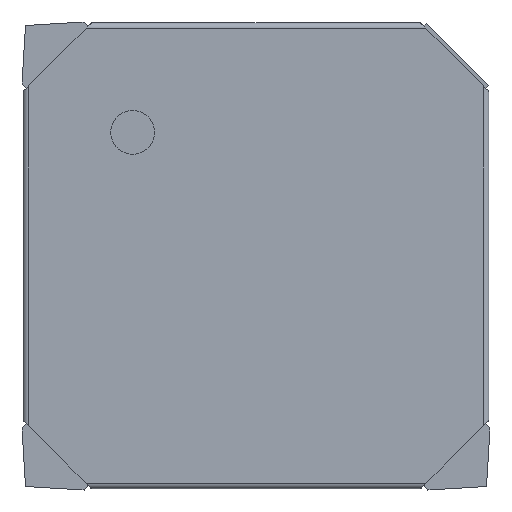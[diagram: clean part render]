
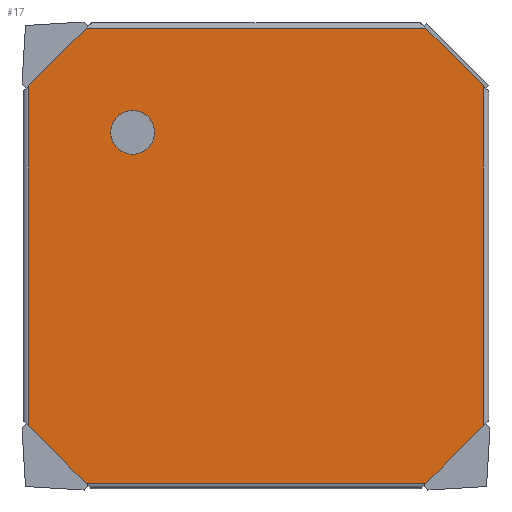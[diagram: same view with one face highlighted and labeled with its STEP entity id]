
A CAD part, top view. The second image highlights one B-rep face of the part: STEP entity #17.
In plain terms, the highlighted planar face has unit normal (0, 0, 1).
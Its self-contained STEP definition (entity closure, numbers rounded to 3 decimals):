
#13=DIRECTION('',(0.,0.,1.));
#17=ADVANCED_FACE('',(#18,#84),#94,.T.);
#18=FACE_BOUND('',#19,.T.);
#19=EDGE_LOOP('',(#20,#30,#38,#46,#54,#62,#70,#78));
#20=ORIENTED_EDGE('',*,*,#21,.T.);
#21=EDGE_CURVE('',#22,#24,#26,.T.);
#22=VERTEX_POINT('',#23);
#23=CARTESIAN_POINT('',(4.15,3.1,3.03));
#24=VERTEX_POINT('',#25);
#25=CARTESIAN_POINT('',(3.1,4.15,3.03));
#26=LINE('',#27,#28);
#27=CARTESIAN_POINT('',(4.25,3.,3.03));
#28=VECTOR('',#29,1.);
#29=DIRECTION('',(-0.707,0.707,0.));
#30=ORIENTED_EDGE('',*,*,#31,.T.);
#31=EDGE_CURVE('',#24,#32,#34,.T.);
#32=VERTEX_POINT('',#33);
#33=CARTESIAN_POINT('',(-3.1,4.15,3.03));
#34=LINE('',#35,#36);
#35=CARTESIAN_POINT('',(3.,4.15,3.03));
#36=VECTOR('',#37,1.);
#37=DIRECTION('',(-1.,0.,0.));
#38=ORIENTED_EDGE('',*,*,#39,.T.);
#39=EDGE_CURVE('',#32,#40,#42,.T.);
#40=VERTEX_POINT('',#41);
#41=CARTESIAN_POINT('',(-4.15,3.1,3.03));
#42=LINE('',#43,#44);
#43=CARTESIAN_POINT('',(-3.,4.25,3.03));
#44=VECTOR('',#45,1.);
#45=DIRECTION('',(-0.707,-0.707,0.));
#46=ORIENTED_EDGE('',*,*,#47,.T.);
#47=EDGE_CURVE('',#40,#48,#50,.T.);
#48=VERTEX_POINT('',#49);
#49=CARTESIAN_POINT('',(-4.15,-3.1,3.03));
#50=LINE('',#51,#52);
#51=CARTESIAN_POINT('',(-4.15,3.,3.03));
#52=VECTOR('',#53,1.);
#53=DIRECTION('',(0.,-1.,0.));
#54=ORIENTED_EDGE('',*,*,#55,.T.);
#55=EDGE_CURVE('',#48,#56,#58,.T.);
#56=VERTEX_POINT('',#57);
#57=CARTESIAN_POINT('',(-3.1,-4.15,3.03));
#58=LINE('',#59,#60);
#59=CARTESIAN_POINT('',(-4.25,-3.,3.03));
#60=VECTOR('',#61,1.);
#61=DIRECTION('',(0.707,-0.707,0.));
#62=ORIENTED_EDGE('',*,*,#63,.T.);
#63=EDGE_CURVE('',#56,#64,#66,.T.);
#64=VERTEX_POINT('',#65);
#65=CARTESIAN_POINT('',(3.1,-4.15,3.03));
#66=LINE('',#67,#68);
#67=CARTESIAN_POINT('',(-3.,-4.15,3.03));
#68=VECTOR('',#69,1.);
#69=DIRECTION('',(1.,0.,0.));
#70=ORIENTED_EDGE('',*,*,#71,.T.);
#71=EDGE_CURVE('',#64,#72,#74,.T.);
#72=VERTEX_POINT('',#73);
#73=CARTESIAN_POINT('',(4.15,-3.1,3.03));
#74=LINE('',#75,#76);
#75=CARTESIAN_POINT('',(3.,-4.25,3.03));
#76=VECTOR('',#77,1.);
#77=DIRECTION('',(0.707,0.707,0.));
#78=ORIENTED_EDGE('',*,*,#79,.T.);
#79=EDGE_CURVE('',#72,#22,#80,.T.);
#80=LINE('',#81,#82);
#81=CARTESIAN_POINT('',(4.15,-3.,3.03));
#82=VECTOR('',#83,1.);
#83=DIRECTION('',(0.,1.,0.));
#84=FACE_BOUND('',#85,.T.);
#85=EDGE_LOOP('',(#86));
#86=ORIENTED_EDGE('',*,*,#87,.T.);
#87=EDGE_CURVE('',#88,#88,#90,.T.);
#88=VERTEX_POINT('',#89);
#89=CARTESIAN_POINT('',(-1.85,2.25,3.03));
#90=CIRCLE('',#91,0.4);
#91=AXIS2_PLACEMENT_3D('',#92,#93,#69);
#92=CARTESIAN_POINT('',(-2.25,2.25,3.03));
#93=DIRECTION('',(0.,0.,-1.));
#94=PLANE('',#95);
#95=AXIS2_PLACEMENT_3D('',#96,#13,#69);
#96=CARTESIAN_POINT('',(0.,0.,3.03));
